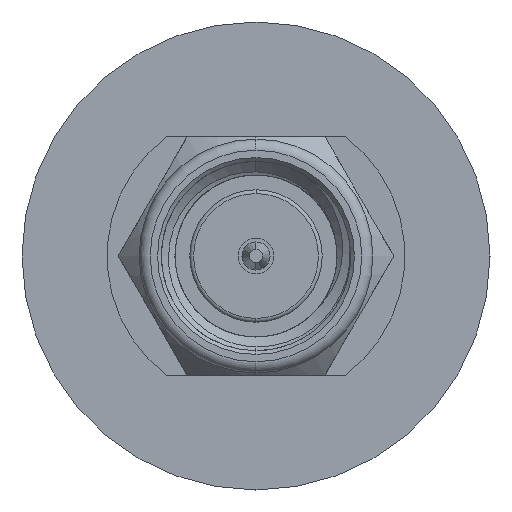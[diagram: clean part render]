
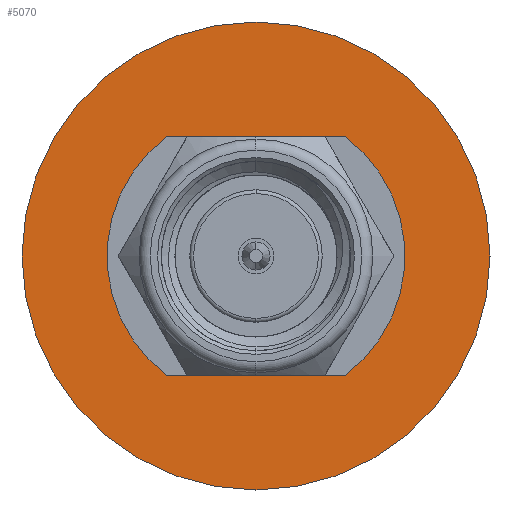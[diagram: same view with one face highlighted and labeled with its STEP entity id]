
A CAD part, left-side view. The second image highlights one B-rep face of the part: STEP entity #5070.
In plain terms, the highlighted planar face has unit normal (-1, 0, 0).
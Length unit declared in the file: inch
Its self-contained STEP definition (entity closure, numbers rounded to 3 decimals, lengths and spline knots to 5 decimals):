
#48 = CARTESIAN_POINT ( 'NONE',  ( -0.24404, -0.30906, -0.15748 ) ) ;
#163 = LINE ( 'NONE', #48, #3921 ) ;
#216 = ORIENTED_EDGE ( 'NONE', *, *, #1725, .F. ) ;
#505 = CARTESIAN_POINT ( 'NONE',  ( -0.24404, 0., 0. ) ) ;
#609 = VERTEX_POINT ( 'NONE', #3664 ) ;
#850 = CARTESIAN_POINT ( 'NONE',  ( -0.24404, 0., 0. ) ) ;
#880 = DIRECTION ( 'NONE',  ( 0., 0., -1. ) ) ;
#1009 = VERTEX_POINT ( 'NONE', #5687 ) ;
#1046 = CARTESIAN_POINT ( 'NONE',  ( -0.24404, 0., -0.30906 ) ) ;
#1181 = DIRECTION ( 'NONE',  ( 0., 1., 0. ) ) ;
#1259 = ORIENTED_EDGE ( 'NONE', *, *, #7526, .F. ) ;
#1346 = AXIS2_PLACEMENT_3D ( 'NONE', #4774, #2505, #4850 ) ;
#1409 = AXIS2_PLACEMENT_3D ( 'NONE', #6595, #6134, #880 ) ;
#1707 = EDGE_CURVE ( 'NONE', #4817, #609, #163, .T. ) ;
#1725 = EDGE_CURVE ( 'NONE', #4817, #6266, #6367, .T. ) ;
#2063 = FACE_OUTER_BOUND ( 'NONE', #7474, .T. ) ;
#2082 = DIRECTION ( 'NONE',  ( -1., 0., 0. ) ) ;
#2424 = CIRCLE ( 'NONE', #3419, 0.30906 ) ;
#2505 = DIRECTION ( 'NONE',  ( -1., 0., 0. ) ) ;
#2557 = CARTESIAN_POINT ( 'NONE',  ( -0.24404, 0.11798, 0.15748 ) ) ;
#2601 = DIRECTION ( 'NONE',  ( -1., 0., 0. ) ) ;
#2626 = ORIENTED_EDGE ( 'NONE', *, *, #5567, .T. ) ;
#2702 = ORIENTED_EDGE ( 'NONE', *, *, #6062, .F. ) ;
#2939 = DIRECTION ( 'NONE',  ( 0., 0., 1. ) ) ;
#3100 = FACE_BOUND ( 'NONE', #5973, .T. ) ;
#3371 = VERTEX_POINT ( 'NONE', #2557 ) ;
#3419 = AXIS2_PLACEMENT_3D ( 'NONE', #7334, #2082, #3813 ) ;
#3664 = CARTESIAN_POINT ( 'NONE',  ( -0.24404, 0.11798, -0.15748 ) ) ;
#3755 = VERTEX_POINT ( 'NONE', #1046 ) ;
#3813 = DIRECTION ( 'NONE',  ( 0., 0., 1. ) ) ;
#3921 = VECTOR ( 'NONE', #1181, 39.37008 ) ;
#4176 = DIRECTION ( 'NONE',  ( 0., 1., 0. ) ) ;
#4269 = AXIS2_PLACEMENT_3D ( 'NONE', #505, #7518, #5140 ) ;
#4594 = CIRCLE ( 'NONE', #6187, 0.30906 ) ;
#4774 = CARTESIAN_POINT ( 'NONE',  ( -0.24404, 0., 0. ) ) ;
#4817 = VERTEX_POINT ( 'NONE', #6521 ) ;
#4850 = DIRECTION ( 'NONE',  ( 0., 0., 1. ) ) ;
#5070 = ADVANCED_FACE ( 'NONE', ( #3100, #2063 ), #7168, .F. ) ;
#5140 = DIRECTION ( 'NONE',  ( 0., 0., 1. ) ) ;
#5223 = LINE ( 'NONE', #7561, #5955 ) ;
#5434 = CARTESIAN_POINT ( 'NONE',  ( -0.24404, -0.11798, 0.15748 ) ) ;
#5567 = EDGE_CURVE ( 'NONE', #3755, #1009, #4594, .T. ) ;
#5687 = CARTESIAN_POINT ( 'NONE',  ( -0.24404, 0., 0.30906 ) ) ;
#5955 = VECTOR ( 'NONE', #4176, 39.37008 ) ;
#5973 = EDGE_LOOP ( 'NONE', ( #7510, #1259, #2702, #216 ) ) ;
#6062 = EDGE_CURVE ( 'NONE', #6266, #3371, #5223, .T. ) ;
#6134 = DIRECTION ( 'NONE',  ( 1., 0., 0. ) ) ;
#6187 = AXIS2_PLACEMENT_3D ( 'NONE', #850, #2601, #2939 ) ;
#6266 = VERTEX_POINT ( 'NONE', #5434 ) ;
#6367 = CIRCLE ( 'NONE', #1346, 0.19677 ) ;
#6521 = CARTESIAN_POINT ( 'NONE',  ( -0.24404, -0.11798, -0.15748 ) ) ;
#6581 = EDGE_CURVE ( 'NONE', #1009, #3755, #2424, .T. ) ;
#6595 = CARTESIAN_POINT ( 'NONE',  ( -0.24404, 0.19677, 0. ) ) ;
#6971 = CIRCLE ( 'NONE', #4269, 0.19677 ) ;
#7159 = ORIENTED_EDGE ( 'NONE', *, *, #6581, .T. ) ;
#7168 = PLANE ( 'NONE',  #1409 ) ;
#7334 = CARTESIAN_POINT ( 'NONE',  ( -0.24404, 0., 0. ) ) ;
#7474 = EDGE_LOOP ( 'NONE', ( #7159, #2626 ) ) ;
#7510 = ORIENTED_EDGE ( 'NONE', *, *, #1707, .T. ) ;
#7518 = DIRECTION ( 'NONE',  ( -1., 0., 0. ) ) ;
#7526 = EDGE_CURVE ( 'NONE', #3371, #609, #6971, .T. ) ;
#7561 = CARTESIAN_POINT ( 'NONE',  ( -0.24404, -0.30906, 0.15748 ) ) ;
